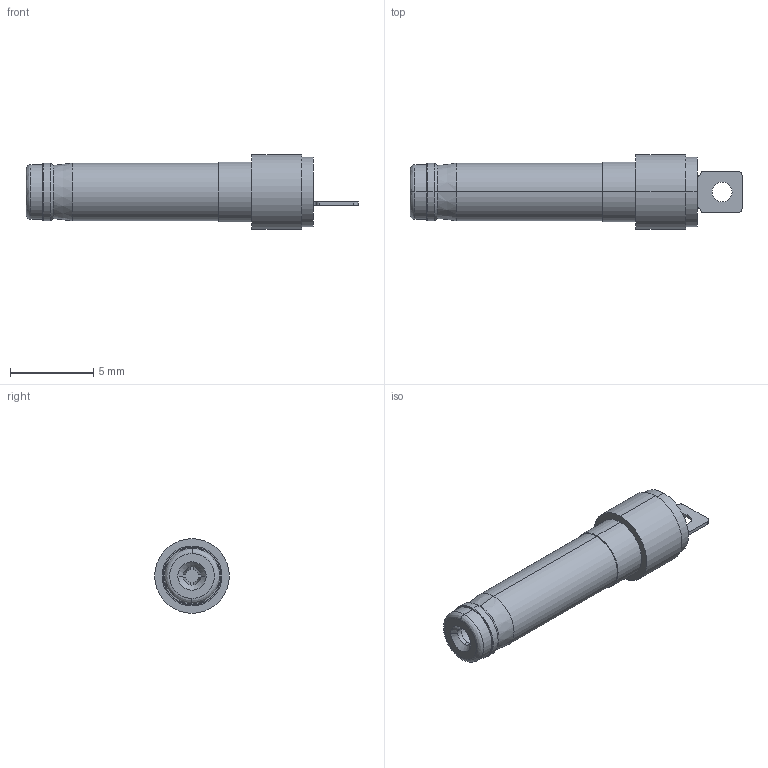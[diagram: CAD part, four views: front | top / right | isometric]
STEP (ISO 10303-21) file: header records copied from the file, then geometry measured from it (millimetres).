
FILE_DESCRIPTION (( 'STEP AP203' ), '1' );
FILE_NAME ('50-00001.step', '2016-09-15T21:29:06', ( '' ), ( '' ), 'SwSTEP 2.0', 'SolidWorks 2015', '' );
FILE_SCHEMA (( 'CONFIG_CONTROL_DESIGN' ));
Length unit declared in the file: millimetre
Products named in the file (5): 50-00001_shell; 50-00001_insulator; 50-00001_spring contact; 50-00001_insulator2; 50-00001
Assembly tree (4 placements, depth 2):
  50-00001
    50-00001_shell
    50-00001_insulator
    50-00001_spring contact
    50-00001_insulator2
Bounding box: 20 x 4.5 x 4.5 mm (x, y, z)
Volume: 172.5 mm3; surface area: 704.6 mm2
Topology: 4 solids, 4 shells, 173 faces, 405 edges, 237 vertices
Faces by surface type: plane 74, cylinder 57, cone 32, bspline 10
Entity records: 5720 total; most frequent: CARTESIAN_POINT 1298, DIRECTION 849, ORIENTED_EDGE 798, EDGE_CURVE 399, AXIS2_PLACEMENT_3D 332, VERTEX_POINT 235, EDGE_LOOP 186, LINE 185
